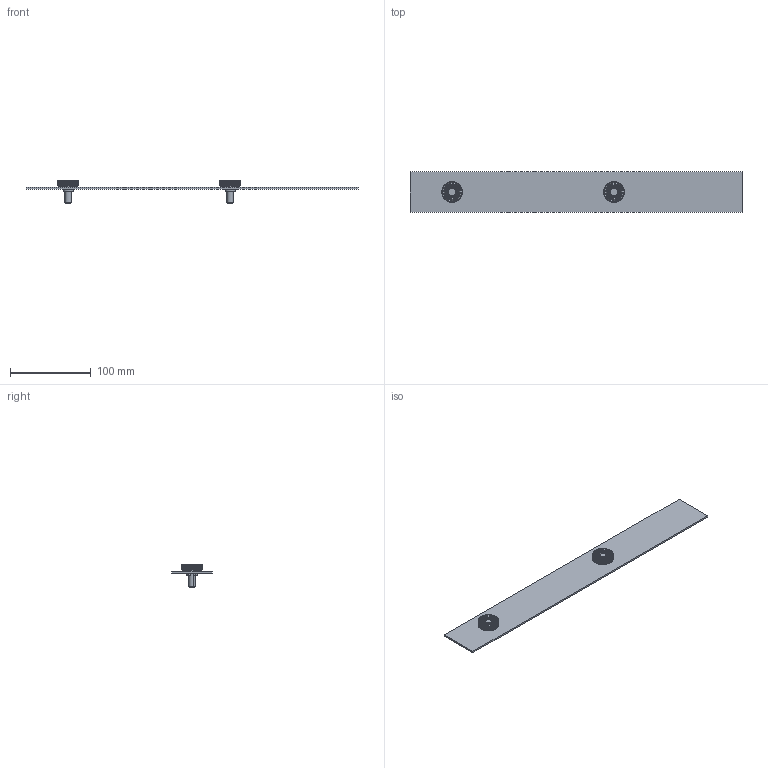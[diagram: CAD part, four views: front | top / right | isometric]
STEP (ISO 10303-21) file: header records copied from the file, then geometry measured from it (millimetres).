
FILE_DESCRIPTION(('CATIA V5 STEP'),'2;1');
FILE_NAME('L8520323_Sammelschienenabdeckung-H-SL00_100.stp','2015-04-24T11:31:58+00:00',('none'),('Jean Müller GmbH'),'CATIA Version 5 Release 19 SP 9 (IN-10)','CATIA V5 STEP AP214','none');
FILE_SCHEMA(('AUTOMOTIVE_DESIGN { 1 0 10303 214 1 1 1 1 }'));
Length unit declared in the file: millimetre
Products named in the file (5): L8520323_L_Sammelschienenabdeckung H-SL00/100; 88080_Raendelknopf M8; 88081_Achsenklemmung; 43281_Abdeckplatte H-SL00; 68292_Sechskantschraube DIN933-M8x20
Assembly tree (7 placements, depth 2):
  L8520323_L_Sammelschienenabdeckung H-SL00/100
    88080_Raendelknopf M8  x2
    88081_Achsenklemmung  x2
    43281_Abdeckplatte H-SL00
    68292_Sechskantschraube DIN933-M8x20  x2
Bounding box: 410 x 50 x 27.6 mm (x, y, z)
Volume: 48887.8 mm3; surface area: 50751.4 mm2
Topology: 7 solids, 7 shells, 824 faces, 2184 edges, 1428 vertices
Faces by surface type: plane 452, cylinder 200, cone 172
Entity records: 12125 total; most frequent: ORIENTED_EDGE 2208, CARTESIAN_POINT 2170, DIRECTION 1632, EDGE_CURVE 1104, VECTOR 764, LINE 764, VERTEX_POINT 722, AXIS2_PLACEMENT_3D 600
